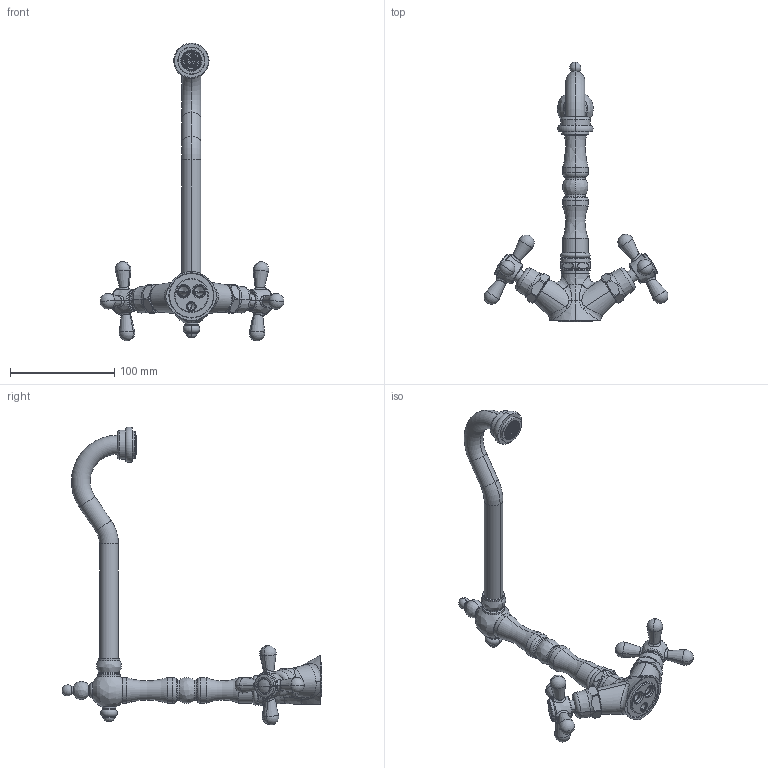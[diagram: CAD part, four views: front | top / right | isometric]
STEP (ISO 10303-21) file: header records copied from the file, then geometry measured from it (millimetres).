
FILE_DESCRIPTION((''),'2;1');
FILE_NAME('400097VIC0_ASM_1_ASM','2024-11-22T11:29:47',('sruga'),('Armando Vicario'),'CREO PARAMETRIC BY PTC INC, 2021404','CREO PARAMETRIC BY PTC INC, 2021404','');
FILE_SCHEMA(('CONFIG_CONTROL_DESIGN'));
Length unit declared in the file: millimetre
Products named in the file (29): 01000101_1; 16000640_ASM_1_ASM; 10036901_1; 02001501_1; 10005401_1; 02013201_1; 02001301_ASM_1_ASM; 03007401_1; 10002001_1; 10040006AB_1; AMFAG_RETINA_1; AMFAG_FILTRO_1; 11000031_ASM_1_ASM; 16000638_ASM_1_ASM; 16000196_ASM_1_ASM; 12001001_1; 16000609_ASM_1_ASM; 03001101_1; 06000101_1; 06002201_1; 05000008_1; 16001207_ASM_1_ASM; 16000641_ASM_1_ASM; 05000009_1; 16001208_ASM_1_ASM; 16000642_ASM_1_ASM; 10003601_1; 16000610_ASM_1_ASM; 400097VIC0_ASM_1_ASM
Assembly tree (33 placements, depth 5):
  400097VIC0_ASM_1_ASM
    16000640_ASM_1_ASM
      01000101_1
    16000196_ASM_1_ASM
      10036901_1
      02001501_1
      02001301_ASM_1_ASM
        10005401_1
        02013201_1
      03007401_1
      16000638_ASM_1_ASM
        10002001_1
        11000031_ASM_1_ASM
          10040006AB_1
          AMFAG_RETINA_1
          AMFAG_FILTRO_1
    16000609_ASM_1_ASM  x2
      12001001_1
    16000641_ASM_1_ASM
      03001101_1
      06000101_1
      06002201_1
      16001207_ASM_1_ASM
        05000008_1
    16000642_ASM_1_ASM
      03001101_1
      06000101_1
      06002201_1
      16001208_ASM_1_ASM
        05000009_1
    16000610_ASM_1_ASM  x2
      10003601_1
Bounding box: 176.12 x 248.74 x 285.19 mm (x, y, z)
Volume: 160847.7 mm3; surface area: 119135.6 mm2
Topology: 21 solids, 45 shells, 3081 faces, 9277 edges, 6108 vertices
Faces by surface type: plane 1966, cylinder 667, cone 226, torus 110, bspline 78, sphere 34
Entity records: 112098 total; most frequent: CARTESIAN_POINT 36570, ORIENTED_EDGE 17099, DIRECTION 13205, EDGE_CURVE 8631, VERTEX_POINT 5706, AXIS2_PLACEMENT_3D 4869, EDGE_LOOP 3828, VECTOR 3467
